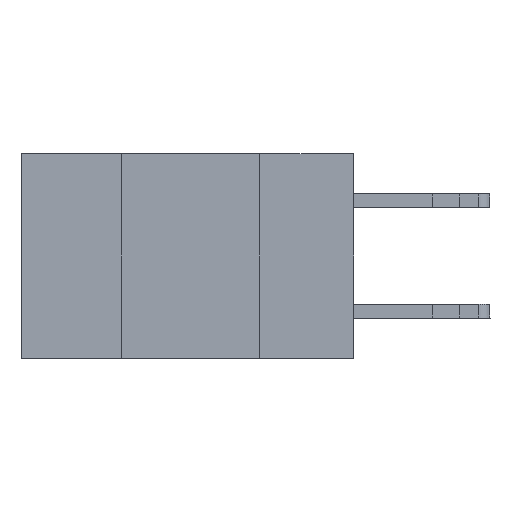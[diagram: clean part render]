
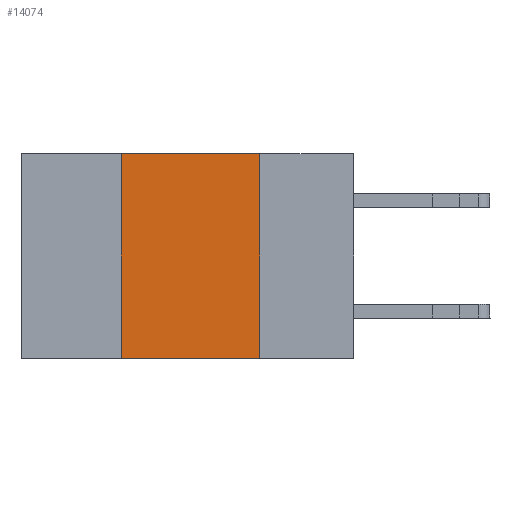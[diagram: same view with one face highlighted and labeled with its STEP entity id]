
A CAD part, left-side view. The second image highlights one B-rep face of the part: STEP entity #14074.
In plain terms, the highlighted planar face has unit normal (-1, 0, 0).
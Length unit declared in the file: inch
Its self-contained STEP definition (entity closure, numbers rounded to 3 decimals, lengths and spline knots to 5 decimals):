
#38 = EDGE_LOOP ( 'NONE', ( #25541, #11051, #15239, #11546 ) ) ;
#71 = VECTOR ( 'NONE', #11429, 39.37008 ) ;
#226 = VECTOR ( 'NONE', #20259, 39.37008 ) ;
#1325 = FACE_OUTER_BOUND ( 'NONE', #38, .T. ) ;
#2497 = EDGE_CURVE ( 'NONE', #6572, #7547, #16256, .T. ) ;
#4498 = VECTOR ( 'NONE', #7155, 39.37008 ) ;
#5008 = CARTESIAN_POINT ( 'NONE',  ( 0., 0.42, -0.37 ) ) ;
#5289 = CARTESIAN_POINT ( 'NONE',  ( 0., 0.42, 0. ) ) ;
#6401 = PLANE ( 'NONE',  #10408 ) ;
#6572 = VERTEX_POINT ( 'NONE', #5008 ) ;
#7155 = DIRECTION ( 'NONE',  ( 0., 0., -1. ) ) ;
#7544 = DIRECTION ( 'NONE',  ( 0., -1., 0. ) ) ;
#7547 = VERTEX_POINT ( 'NONE', #5289 ) ;
#8084 = VERTEX_POINT ( 'NONE', #18460 ) ;
#8995 = VECTOR ( 'NONE', #7544, 39.37008 ) ;
#10408 = AXIS2_PLACEMENT_3D ( 'NONE', #22363, #14471, #13069 ) ;
#10704 = EDGE_CURVE ( 'NONE', #6572, #25341, #18078, .T. ) ;
#11051 = ORIENTED_EDGE ( 'NONE', *, *, #18321, .F. ) ;
#11250 = CARTESIAN_POINT ( 'NONE',  ( 0., 0.6, -0.37 ) ) ;
#11429 = DIRECTION ( 'NONE',  ( 0., -1., 0. ) ) ;
#11546 = ORIENTED_EDGE ( 'NONE', *, *, #10704, .T. ) ;
#12262 = EDGE_CURVE ( 'NONE', #8084, #25341, #20204, .T. ) ;
#13069 = DIRECTION ( 'NONE',  ( 0., 0., -1. ) ) ;
#14074 = ADVANCED_FACE ( 'NONE', ( #1325 ), #6401, .F. ) ;
#14471 = DIRECTION ( 'NONE',  ( 1., 0., 0. ) ) ;
#15239 = ORIENTED_EDGE ( 'NONE', *, *, #2497, .F. ) ;
#16256 = LINE ( 'NONE', #25383, #226 ) ;
#18078 = LINE ( 'NONE', #11250, #8995 ) ;
#18321 = EDGE_CURVE ( 'NONE', #7547, #8084, #20758, .T. ) ;
#18460 = CARTESIAN_POINT ( 'NONE',  ( 0., 0.17, 0. ) ) ;
#19387 = CARTESIAN_POINT ( 'NONE',  ( 0., 0.6, 0. ) ) ;
#20204 = LINE ( 'NONE', #23457, #4498 ) ;
#20259 = DIRECTION ( 'NONE',  ( 0., 0., 1. ) ) ;
#20758 = LINE ( 'NONE', #19387, #71 ) ;
#22363 = CARTESIAN_POINT ( 'NONE',  ( 0., 0.6, 0. ) ) ;
#23457 = CARTESIAN_POINT ( 'NONE',  ( 0., 0.17, 0. ) ) ;
#25341 = VERTEX_POINT ( 'NONE', #25548 ) ;
#25383 = CARTESIAN_POINT ( 'NONE',  ( 0., 0.42, 0. ) ) ;
#25541 = ORIENTED_EDGE ( 'NONE', *, *, #12262, .F. ) ;
#25548 = CARTESIAN_POINT ( 'NONE',  ( 0., 0.17, -0.37 ) ) ;
